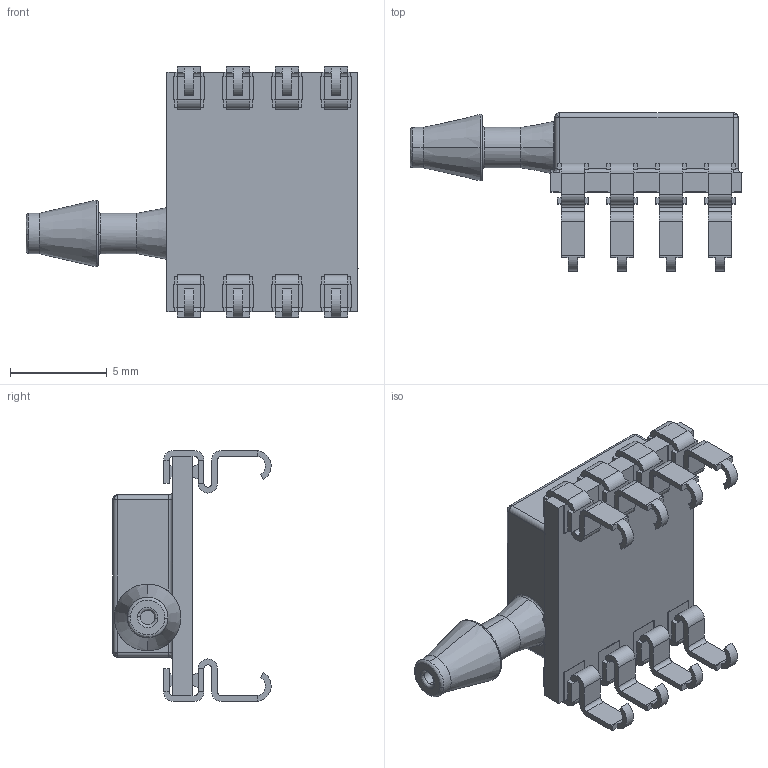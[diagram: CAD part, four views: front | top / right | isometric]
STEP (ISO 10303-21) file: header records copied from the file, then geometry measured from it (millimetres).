
FILE_DESCRIPTION (( 'STEP AP214' ), '1' );
FILE_NAME ('44BF2E6F-D9D3-4A8C-B479-A2111A78B66B.STEP', '2022-12-12T20:41:07', ( '' ), ( '' ), 'SwSTEP 2.0', 'SolidWorks 2022', '' );
FILE_SCHEMA (( 'AUTOMOTIVE_DESIGN' ));
Length unit declared in the file: millimetre
Products named in the file (1): 44BF2E6F-D9D3-4A8C-B479-A2111A78B66B
Bounding box: 17.2 x 8.2 x 13 mm (x, y, z)
Volume: 437.4 mm3; surface area: 714.8 mm2
Topology: 1 solids, 1 shells, 535 faces, 1445 edges, 906 vertices
Faces by surface type: plane 399, cylinder 107, bspline 25, cone 4
Entity records: 22661 total; most frequent: CARTESIAN_POINT 3907, ORIENTED_EDGE 2874, DIRECTION 2702, EDGE_CURVE 1437, LINE 1130, VECTOR 1130, VERTEX_POINT 906, AXIS2_PLACEMENT_3D 786
